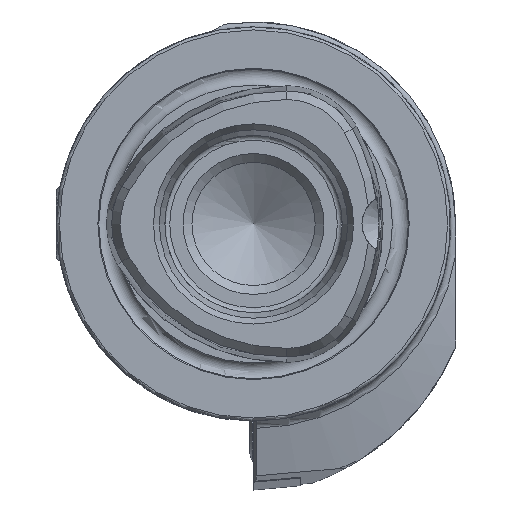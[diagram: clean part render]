
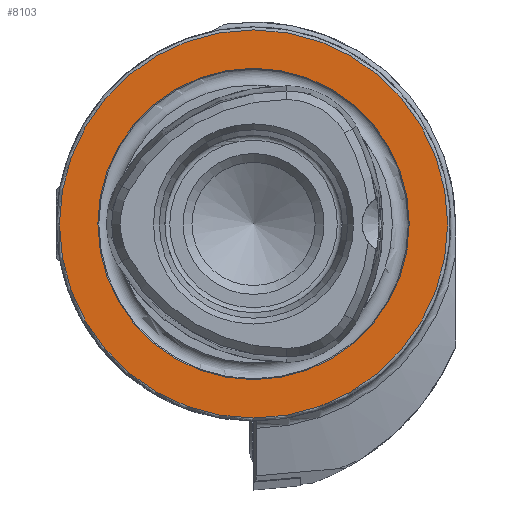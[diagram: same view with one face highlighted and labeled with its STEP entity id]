
A CAD part, left-side view. The second image highlights one B-rep face of the part: STEP entity #8103.
In plain terms, the highlighted planar face has unit normal (-1, 0, 0).
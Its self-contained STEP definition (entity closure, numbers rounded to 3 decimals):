
#125 = CARTESIAN_POINT ( 'NONE',  ( 0., 0., 0. ) ) ;
#186 = DIRECTION ( 'NONE',  ( 0., 0., 1. ) ) ;
#222 = DIRECTION ( 'NONE',  ( -1., 0., 0. ) ) ;
#784 = CARTESIAN_POINT ( 'NONE',  ( 0., 0., 19.7 ) ) ;
#1005 = CARTESIAN_POINT ( 'NONE',  ( 0., 0., 15.8 ) ) ;
#1352 = CARTESIAN_POINT ( 'NONE',  ( 0., 15.8, 0. ) ) ;
#1383 = PLANE ( 'NONE',  #2857 ) ;
#2857 = AXIS2_PLACEMENT_3D ( 'NONE', #1352, #6542, #5821 ) ;
#3862 = CARTESIAN_POINT ( 'NONE',  ( 0., 0., 0. ) ) ;
#5015 = CIRCLE ( 'NONE', #6068, 15.8 ) ;
#5379 = DIRECTION ( 'NONE',  ( 0., 0., 1. ) ) ;
#5418 = AXIS2_PLACEMENT_3D ( 'NONE', #125, #222, #5379 ) ;
#5512 = EDGE_CURVE ( 'NONE', #5906, #5906, #6300, .T. ) ;
#5651 = VERTEX_POINT ( 'NONE', #1005 ) ;
#5821 = DIRECTION ( 'NONE',  ( 0., 0., -1. ) ) ;
#5906 = VERTEX_POINT ( 'NONE', #784 ) ;
#6068 = AXIS2_PLACEMENT_3D ( 'NONE', #3862, #9017, #186 ) ;
#6300 = CIRCLE ( 'NONE', #5418, 19.7 ) ;
#6542 = DIRECTION ( 'NONE',  ( 1., 0., 0. ) ) ;
#6629 = EDGE_LOOP ( 'NONE', ( #9453 ) ) ;
#6711 = EDGE_LOOP ( 'NONE', ( #7749 ) ) ;
#6730 = FACE_BOUND ( 'NONE', #6629, .T. ) ;
#6788 = EDGE_CURVE ( 'NONE', #5651, #5651, #5015, .T. ) ;
#7310 = FACE_OUTER_BOUND ( 'NONE', #6711, .T. ) ;
#7749 = ORIENTED_EDGE ( 'NONE', *, *, #5512, .T. ) ;
#8103 = ADVANCED_FACE ( 'NONE', ( #6730, #7310 ), #1383, .F. ) ;
#9017 = DIRECTION ( 'NONE',  ( -1., 0., 0. ) ) ;
#9453 = ORIENTED_EDGE ( 'NONE', *, *, #6788, .F. ) ;
